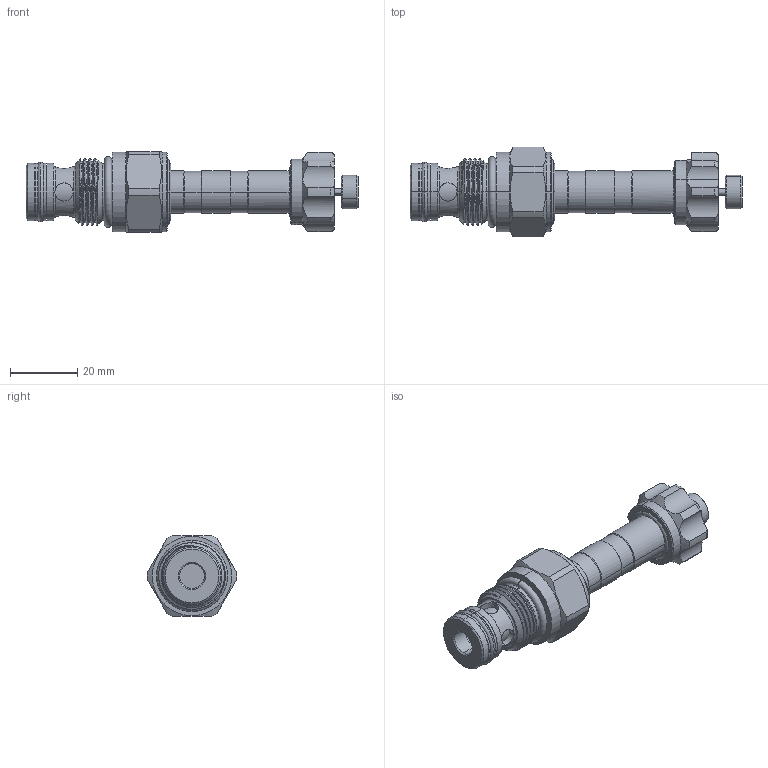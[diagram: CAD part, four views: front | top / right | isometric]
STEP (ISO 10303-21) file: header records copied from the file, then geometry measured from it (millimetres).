
FILE_DESCRIPTION (( 'STEP AP203' ), '1' );
FILE_NAME ('EP20MB2A32P05.STEP', '2020-04-08T00:24:25', ( '' ), ( '' ), 'SwSTEP 2.0', 'SolidWorks 2018', '' );
FILE_SCHEMA (( 'CONFIG_CONTROL_DESIGN' ));
Length unit declared in the file: millimetre
Products named in the file (1): EP20MB2A32P05
Bounding box: 98.8 x 26.69 x 24 mm (x, y, z)
Volume: 22894.4 mm3; surface area: 9176.8 mm2
Topology: 5 solids, 5 shells, 221 faces, 530 edges, 331 vertices
Faces by surface type: cylinder 114, cone 42, torus 30, plane 30, bspline 5
Entity records: 8358 total; most frequent: CARTESIAN_POINT 3176, DIRECTION 1105, ORIENTED_EDGE 1060, EDGE_CURVE 530, AXIS2_PLACEMENT_3D 474, VERTEX_POINT 331, CIRCLE 257, EDGE_LOOP 243
